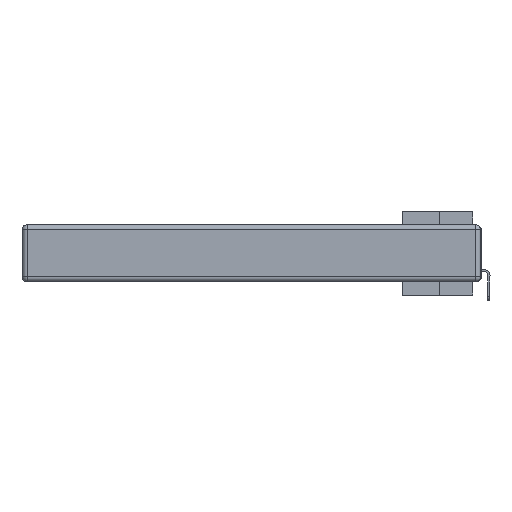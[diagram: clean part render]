
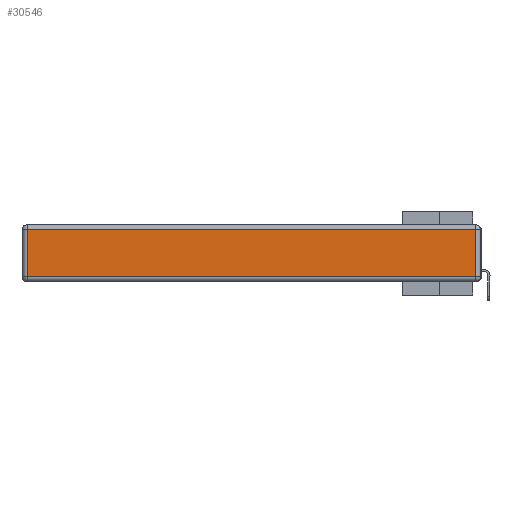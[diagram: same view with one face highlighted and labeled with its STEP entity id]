
A CAD part, left-side view. The second image highlights one B-rep face of the part: STEP entity #30546.
In plain terms, the highlighted planar face has unit normal (-1, 0, 0).
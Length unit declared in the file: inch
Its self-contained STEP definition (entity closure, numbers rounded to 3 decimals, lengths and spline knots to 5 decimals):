
#1048 = DIRECTION ( 'NONE',  ( -1., 0., 0. ) ) ;
#1156 = PLANE ( 'NONE',  #9331 ) ;
#1278 = CARTESIAN_POINT ( 'NONE',  ( 0., 0., -0.343 ) ) ;
#2777 = CARTESIAN_POINT ( 'NONE',  ( 0., 2.72, -0.313 ) ) ;
#2779 = CARTESIAN_POINT ( 'NONE',  ( 0., 2.75, -0.03 ) ) ;
#4018 = DIRECTION ( 'NONE',  ( 0., -1., 0. ) ) ;
#5161 = EDGE_CURVE ( 'NONE', #15058, #13715, #14871, .T. ) ;
#5471 = DIRECTION ( 'NONE',  ( 0., 0., 1. ) ) ;
#6596 = VECTOR ( 'NONE', #22832, 39.37008 ) ;
#6665 = VECTOR ( 'NONE', #5471, 39.37008 ) ;
#7861 = CARTESIAN_POINT ( 'NONE',  ( 0., 0., -0.313 ) ) ;
#9183 = CARTESIAN_POINT ( 'NONE',  ( 0., 0.03, -0.03 ) ) ;
#9331 = AXIS2_PLACEMENT_3D ( 'NONE', #1278, #1048, #25642 ) ;
#10438 = VERTEX_POINT ( 'NONE', #2777 ) ;
#13715 = VERTEX_POINT ( 'NONE', #9183 ) ;
#14822 = EDGE_CURVE ( 'NONE', #28928, #10438, #19452, .T. ) ;
#14871 = LINE ( 'NONE', #15389, #6665 ) ;
#15015 = ORIENTED_EDGE ( 'NONE', *, *, #20679, .T. ) ;
#15058 = VERTEX_POINT ( 'NONE', #28112 ) ;
#15389 = CARTESIAN_POINT ( 'NONE',  ( 0., 0.03, -0.343 ) ) ;
#16371 = CARTESIAN_POINT ( 'NONE',  ( 0., 2.72, -0.343 ) ) ;
#16753 = LINE ( 'NONE', #2779, #6596 ) ;
#16961 = EDGE_LOOP ( 'NONE', ( #15015, #26683, #27934, #25486 ) ) ;
#19452 = LINE ( 'NONE', #16371, #23315 ) ;
#20047 = FACE_OUTER_BOUND ( 'NONE', #16961, .T. ) ;
#20679 = EDGE_CURVE ( 'NONE', #10438, #15058, #21603, .T. ) ;
#20801 = VECTOR ( 'NONE', #4018, 39.37008 ) ;
#21603 = LINE ( 'NONE', #7861, #20801 ) ;
#22832 = DIRECTION ( 'NONE',  ( 0., 1., 0. ) ) ;
#22849 = EDGE_CURVE ( 'NONE', #13715, #28928, #16753, .T. ) ;
#23315 = VECTOR ( 'NONE', #23448, 39.37008 ) ;
#23448 = DIRECTION ( 'NONE',  ( 0., 0., -1. ) ) ;
#25486 = ORIENTED_EDGE ( 'NONE', *, *, #14822, .T. ) ;
#25642 = DIRECTION ( 'NONE',  ( 0., 0., 1. ) ) ;
#26683 = ORIENTED_EDGE ( 'NONE', *, *, #5161, .T. ) ;
#27540 = CARTESIAN_POINT ( 'NONE',  ( 0., 2.72, -0.03 ) ) ;
#27934 = ORIENTED_EDGE ( 'NONE', *, *, #22849, .T. ) ;
#28112 = CARTESIAN_POINT ( 'NONE',  ( 0., 0.03, -0.313 ) ) ;
#28928 = VERTEX_POINT ( 'NONE', #27540 ) ;
#30546 = ADVANCED_FACE ( 'NONE', ( #20047 ), #1156, .T. ) ;
